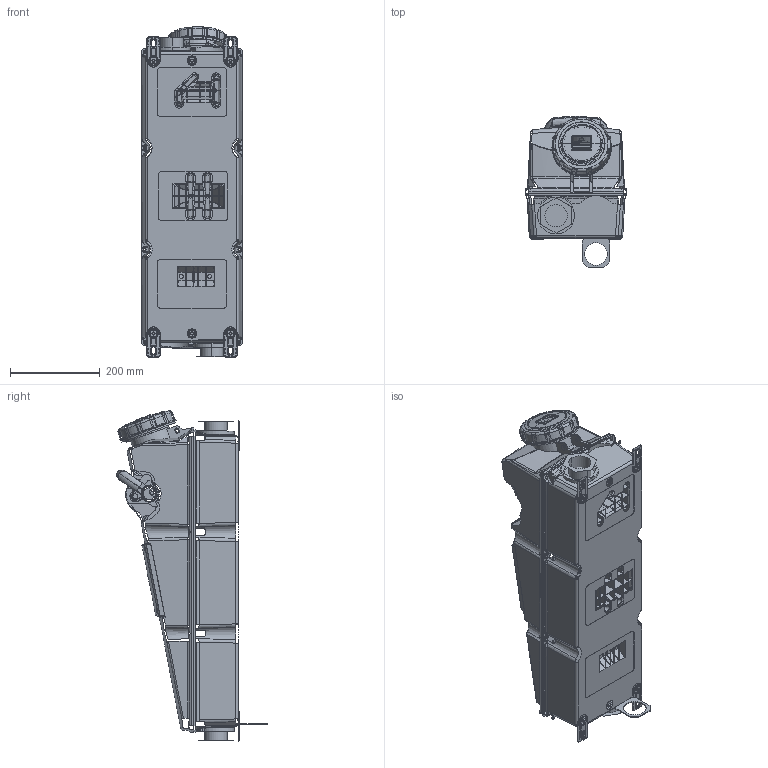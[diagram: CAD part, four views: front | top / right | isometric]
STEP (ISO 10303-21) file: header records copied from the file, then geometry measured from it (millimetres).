
FILE_DESCRIPTION((''),'2;1');
FILE_NAME('PS5100FMIR','2017-10-03T',('syrohmer'),(''),'PRO/ENGINEER BY PARAMETRIC TECHNOLOGY CORPORATION, 2014200','PRO/ENGINEER BY PARAMETRIC TECHNOLOGY CORPORATION, 2014200','');
FILE_SCHEMA(('CONFIG_CONTROL_DESIGN'));
Products named in the file (1): PS5100FMIR
Bounding box: 225.81 x 335.68 x 736.41 mm (x, y, z)
Surface area: 942235.2 mm2 (no closed solid volume)
Topology: 0 solids, 160 shells, 773 faces, 5077 edges, 4344 vertices
Faces by surface type: plane 415, cylinder 176, bspline 70, torus 59, cone 47, extrusion 4, sphere 2
Entity records: 66561 total; most frequent: CARTESIAN_POINT 33446, ORIENTED_EDGE 6052, DIRECTION 5404, EDGE_CURVE 5077, VERTEX_POINT 4344, B_SPLINE_CURVE_WITH_KNOTS 2094, VECTOR 1976, LINE 1972
